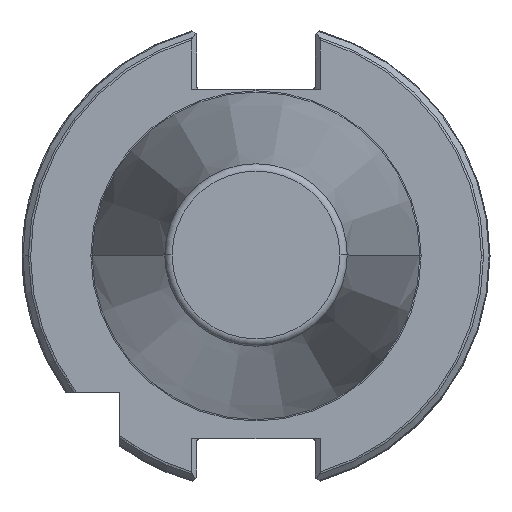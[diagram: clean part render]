
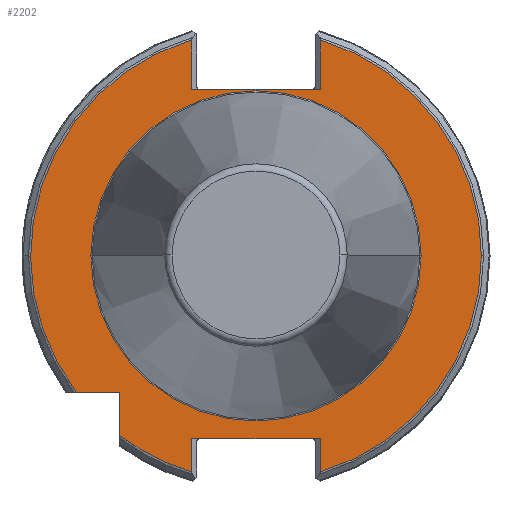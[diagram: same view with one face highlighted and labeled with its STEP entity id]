
A CAD part, top view. The second image highlights one B-rep face of the part: STEP entity #2202.
In plain terms, the highlighted planar face has unit normal (0, 0, 1).
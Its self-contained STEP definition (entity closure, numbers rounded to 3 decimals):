
#3 = CARTESIAN_POINT ( 'NONE',  ( -18.5, -18.5, -3.2 ) ) ;
#31 = VERTEX_POINT ( 'NONE', #109 ) ;
#34 = ORIENTED_EDGE ( 'NONE', *, *, #3120, .T. ) ;
#44 = ORIENTED_EDGE ( 'NONE', *, *, #1581, .T. ) ;
#51 = DIRECTION ( 'NONE',  ( 1., 0., 0. ) ) ;
#57 = ORIENTED_EDGE ( 'NONE', *, *, #2014, .T. ) ;
#72 = ORIENTED_EDGE ( 'NONE', *, *, #2551, .T. ) ;
#85 = ORIENTED_EDGE ( 'NONE', *, *, #2372, .T. ) ;
#109 = CARTESIAN_POINT ( 'NONE',  ( -8.75, 22.6, -3.2 ) ) ;
#120 = EDGE_LOOP ( 'NONE', ( #2763, #2765, #2798, #2893, #3115, #34, #44, #57, #72, #85, #1077, #1101 ) ) ;
#191 = DIRECTION ( 'NONE',  ( 0., -1., 0. ) ) ;
#208 = CARTESIAN_POINT ( 'NONE',  ( 0., 0., -3.2 ) ) ;
#228 = EDGE_CURVE ( 'NONE', #524, #3044, #1941, .T. ) ;
#243 = EDGE_CURVE ( 'NONE', #816, #3044, #2563, .T. ) ;
#299 = VECTOR ( 'NONE', #911, 1000. ) ;
#352 = FACE_BOUND ( 'NONE', #609, .T. ) ;
#418 = CARTESIAN_POINT ( 'NONE',  ( 8.75, 0., -3.2 ) ) ;
#440 = DIRECTION ( 'NONE',  ( 1., 0., 0. ) ) ;
#524 = VERTEX_POINT ( 'NONE', #1970 ) ;
#560 = LINE ( 'NONE', #2343, #3042 ) ;
#567 = CIRCLE ( 'NONE', #2617, 30.584 ) ;
#609 = EDGE_LOOP ( 'NONE', ( #2706, #2750 ) ) ;
#629 = DIRECTION ( 'NONE',  ( 0., -1., 0. ) ) ;
#646 = CARTESIAN_POINT ( 'NONE',  ( 0., -18.5, -3.2 ) ) ;
#691 = CARTESIAN_POINT ( 'NONE',  ( -22.4, 0., -3.2 ) ) ;
#703 = VERTEX_POINT ( 'NONE', #1237 ) ;
#745 = EDGE_CURVE ( 'NONE', #2730, #1668, #2246, .T. ) ;
#770 = CARTESIAN_POINT ( 'NONE',  ( 0., 22.6, -3.2 ) ) ;
#816 = VERTEX_POINT ( 'NONE', #1561 ) ;
#820 = VERTEX_POINT ( 'NONE', #3071 ) ;
#829 = LINE ( 'NONE', #2378, #299 ) ;
#835 = CARTESIAN_POINT ( 'NONE',  ( 8.75, -29.306, -3.2 ) ) ;
#899 = DIRECTION ( 'NONE',  ( 1., 0., 0. ) ) ;
#911 = DIRECTION ( 'NONE',  ( 0., 1., 0. ) ) ;
#917 = CARTESIAN_POINT ( 'NONE',  ( 22.4, 0., -3.2 ) ) ;
#918 = DIRECTION ( 'NONE',  ( 0., 0., 1. ) ) ;
#1032 = LINE ( 'NONE', #646, #1579 ) ;
#1044 = EDGE_CURVE ( 'NONE', #820, #524, #1144, .T. ) ;
#1077 = ORIENTED_EDGE ( 'NONE', *, *, #1771, .T. ) ;
#1101 = ORIENTED_EDGE ( 'NONE', *, *, #1450, .T. ) ;
#1109 = CARTESIAN_POINT ( 'NONE',  ( 0., 0., -3.2 ) ) ;
#1113 = AXIS2_PLACEMENT_3D ( 'NONE', #1281, #3036, #1522 ) ;
#1144 = CIRCLE ( 'NONE', #1113, 30.584 ) ;
#1178 = LINE ( 'NONE', #770, #3083 ) ;
#1185 = DIRECTION ( 'NONE',  ( 0., 0., 1. ) ) ;
#1206 = DIRECTION ( 'NONE',  ( 0., 0., 1. ) ) ;
#1214 = CIRCLE ( 'NONE', #1811, 22.4 ) ;
#1218 = VERTEX_POINT ( 'NONE', #835 ) ;
#1237 = CARTESIAN_POINT ( 'NONE',  ( 30.584, 0., -3.2 ) ) ;
#1281 = CARTESIAN_POINT ( 'NONE',  ( 0., 0., -3.2 ) ) ;
#1325 = VECTOR ( 'NONE', #2526, 1000. ) ;
#1340 = DIRECTION ( 'NONE',  ( 1., 0., 0. ) ) ;
#1343 = CIRCLE ( 'NONE', #3158, 30.584 ) ;
#1443 = CARTESIAN_POINT ( 'NONE',  ( -8.75, -24.8, -3.2 ) ) ;
#1450 = EDGE_CURVE ( 'NONE', #1962, #2916, #1689, .T. ) ;
#1464 = VERTEX_POINT ( 'NONE', #1658 ) ;
#1487 = DIRECTION ( 'NONE',  ( 0., 0., 1. ) ) ;
#1499 = DIRECTION ( 'NONE',  ( -1., 0., 0. ) ) ;
#1522 = DIRECTION ( 'NONE',  ( 1., 0., 0. ) ) ;
#1561 = CARTESIAN_POINT ( 'NONE',  ( 8.75, -24.8, -3.2 ) ) ;
#1579 = VECTOR ( 'NONE', #899, 1000. ) ;
#1581 = EDGE_CURVE ( 'NONE', #1218, #703, #567, .T. ) ;
#1629 = VECTOR ( 'NONE', #191, 1000. ) ;
#1635 = CARTESIAN_POINT ( 'NONE',  ( -18.5, 0., -3.2 ) ) ;
#1643 = DIRECTION ( 'NONE',  ( 0., -1., 0. ) ) ;
#1658 = CARTESIAN_POINT ( 'NONE',  ( 8.75, 22.6, -3.2 ) ) ;
#1668 = VERTEX_POINT ( 'NONE', #691 ) ;
#1689 = CIRCLE ( 'NONE', #2121, 30.584 ) ;
#1771 = EDGE_CURVE ( 'NONE', #31, #1962, #829, .T. ) ;
#1810 = VERTEX_POINT ( 'NONE', #1824 ) ;
#1811 = AXIS2_PLACEMENT_3D ( 'NONE', #1109, #2850, #1340 ) ;
#1824 = CARTESIAN_POINT ( 'NONE',  ( 8.75, 29.306, -3.2 ) ) ;
#1836 = CARTESIAN_POINT ( 'NONE',  ( -24.355, -18.5, -3.2 ) ) ;
#1898 = DIRECTION ( 'NONE',  ( 0., 0., 1. ) ) ;
#1941 = LINE ( 'NONE', #2099, #1325 ) ;
#1961 = LINE ( 'NONE', #418, #2517 ) ;
#1962 = VERTEX_POINT ( 'NONE', #2887 ) ;
#1970 = CARTESIAN_POINT ( 'NONE',  ( -8.75, -29.306, -3.2 ) ) ;
#2014 = EDGE_CURVE ( 'NONE', #703, #1810, #1343, .T. ) ;
#2057 = AXIS2_PLACEMENT_3D ( 'NONE', #2993, #1487, #51 ) ;
#2099 = CARTESIAN_POINT ( 'NONE',  ( -8.75, 0., -3.2 ) ) ;
#2121 = AXIS2_PLACEMENT_3D ( 'NONE', #2389, #918, #2636 ) ;
#2175 = PLANE ( 'NONE',  #2392 ) ;
#2202 = ADVANCED_FACE ( 'NONE', ( #352, #2284 ), #2175, .T. ) ;
#2246 = CIRCLE ( 'NONE', #2057, 22.4 ) ;
#2250 = DIRECTION ( 'NONE',  ( -1., 0., 0. ) ) ;
#2284 = FACE_OUTER_BOUND ( 'NONE', #120, .T. ) ;
#2343 = CARTESIAN_POINT ( 'NONE',  ( 8.75, -29.506, -3.2 ) ) ;
#2356 = LINE ( 'NONE', #1635, #1629 ) ;
#2372 = EDGE_CURVE ( 'NONE', #1464, #31, #1178, .T. ) ;
#2378 = CARTESIAN_POINT ( 'NONE',  ( -8.75, 29.506, -3.2 ) ) ;
#2389 = CARTESIAN_POINT ( 'NONE',  ( 0., 0., -3.2 ) ) ;
#2392 = AXIS2_PLACEMENT_3D ( 'NONE', #2660, #1185, #2928 ) ;
#2490 = CARTESIAN_POINT ( 'NONE',  ( 0., -24.8, -3.2 ) ) ;
#2517 = VECTOR ( 'NONE', #1643, 1000. ) ;
#2526 = DIRECTION ( 'NONE',  ( 0., 1., 0. ) ) ;
#2551 = EDGE_CURVE ( 'NONE', #1810, #1464, #1961, .T. ) ;
#2563 = LINE ( 'NONE', #2490, #3216 ) ;
#2617 = AXIS2_PLACEMENT_3D ( 'NONE', #208, #1898, #440 ) ;
#2636 = DIRECTION ( 'NONE',  ( 1., 0., 0. ) ) ;
#2660 = CARTESIAN_POINT ( 'NONE',  ( 0., 0., -3.2 ) ) ;
#2700 = CARTESIAN_POINT ( 'NONE',  ( 0., 0., -3.2 ) ) ;
#2706 = ORIENTED_EDGE ( 'NONE', *, *, #745, .F. ) ;
#2730 = VERTEX_POINT ( 'NONE', #917 ) ;
#2750 = ORIENTED_EDGE ( 'NONE', *, *, #3097, .F. ) ;
#2763 = ORIENTED_EDGE ( 'NONE', *, *, #2973, .T. ) ;
#2765 = ORIENTED_EDGE ( 'NONE', *, *, #3146, .T. ) ;
#2798 = ORIENTED_EDGE ( 'NONE', *, *, #1044, .T. ) ;
#2850 = DIRECTION ( 'NONE',  ( 0., 0., 1. ) ) ;
#2887 = CARTESIAN_POINT ( 'NONE',  ( -8.75, 29.306, -3.2 ) ) ;
#2893 = ORIENTED_EDGE ( 'NONE', *, *, #228, .T. ) ;
#2916 = VERTEX_POINT ( 'NONE', #1836 ) ;
#2928 = DIRECTION ( 'NONE',  ( 1., 0., 0. ) ) ;
#2956 = DIRECTION ( 'NONE',  ( 1., 0., 0. ) ) ;
#2973 = EDGE_CURVE ( 'NONE', #2916, #3065, #1032, .T. ) ;
#2993 = CARTESIAN_POINT ( 'NONE',  ( 0., 0., -3.2 ) ) ;
#3036 = DIRECTION ( 'NONE',  ( 0., 0., 1. ) ) ;
#3042 = VECTOR ( 'NONE', #629, 1000. ) ;
#3044 = VERTEX_POINT ( 'NONE', #1443 ) ;
#3065 = VERTEX_POINT ( 'NONE', #3 ) ;
#3071 = CARTESIAN_POINT ( 'NONE',  ( -18.5, -24.355, -3.2 ) ) ;
#3083 = VECTOR ( 'NONE', #2250, 1000. ) ;
#3097 = EDGE_CURVE ( 'NONE', #1668, #2730, #1214, .T. ) ;
#3115 = ORIENTED_EDGE ( 'NONE', *, *, #243, .F. ) ;
#3120 = EDGE_CURVE ( 'NONE', #816, #1218, #560, .T. ) ;
#3146 = EDGE_CURVE ( 'NONE', #3065, #820, #2356, .T. ) ;
#3158 = AXIS2_PLACEMENT_3D ( 'NONE', #2700, #1206, #2956 ) ;
#3216 = VECTOR ( 'NONE', #1499, 1000. ) ;
